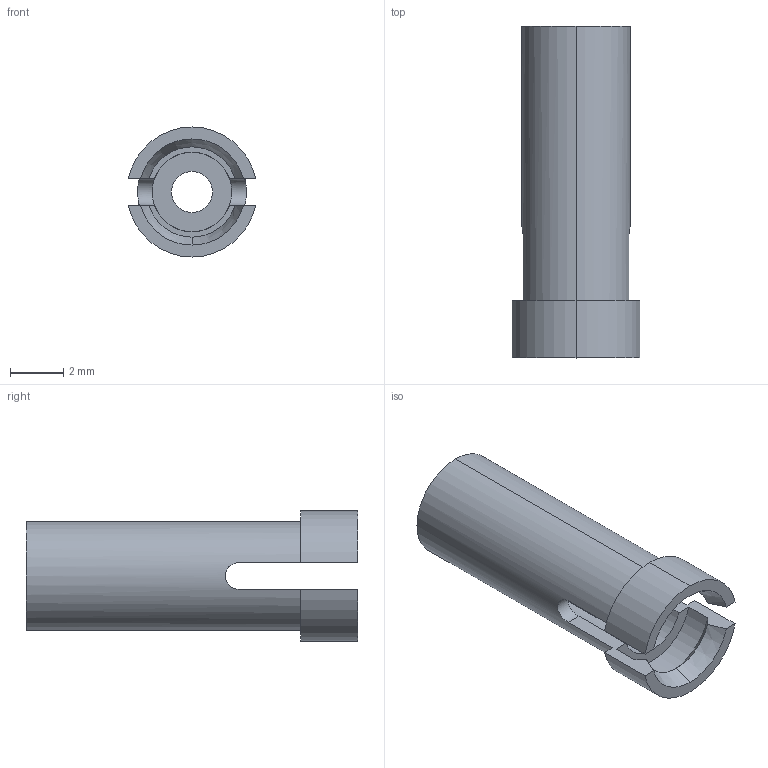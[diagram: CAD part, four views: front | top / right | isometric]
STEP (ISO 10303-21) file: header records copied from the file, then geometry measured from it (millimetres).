
FILE_DESCRIPTION (( 'STEP AP214' ), '1' );
FILE_NAME ('THR 22.STEP', '2018-01-29T18:59:38', ( '' ), ( '' ), 'SwSTEP 2.0', 'SolidWorks 2016', '' );
FILE_SCHEMA (( 'AUTOMOTIVE_DESIGN' ));
Length unit declared in the file: inch
Products named in the file (1): THR 22
Bounding box: 4.8 x 12.5 x 4.9 mm (x, y, z)
Volume: 93.1 mm3; surface area: 300 mm2
Topology: 1 solids, 1 shells, 35 faces, 95 edges, 63 vertices
Faces by surface type: cylinder 16, plane 13, cone 6
Entity records: 1200 total; most frequent: CARTESIAN_POINT 254, DIRECTION 194, ORIENTED_EDGE 190, EDGE_CURVE 95, AXIS2_PLACEMENT_3D 75, VERTEX_POINT 63, LINE 44, VECTOR 44
